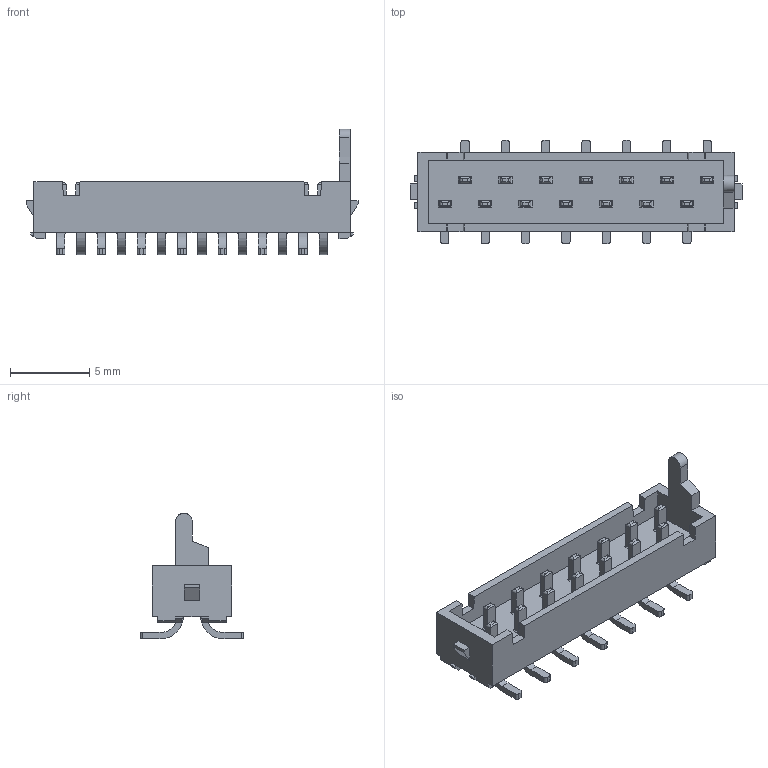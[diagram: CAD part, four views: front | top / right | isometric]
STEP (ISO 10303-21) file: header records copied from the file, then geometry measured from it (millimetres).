
FILE_DESCRIPTION( ('This file contains a STEP AP42 implementation' ,'as created by ZW3D STEP Interface translator.') ,'2;1' );
FILE_NAME( '3900-14MMSNENR01.stp' ,'231211.174718', (''), ('ZWCAD Software Co.'), 'Version 1.0', 'ZW3D to STEP translator', '' );
FILE_SCHEMA(('AUTOMOTIVE_DESIGN { 1 0 10303 214 1 1 1 1 }'));
Length unit declared in the file: millimetre
Products named in the file (2): 0; 3900-14MMSNENR01
Bounding box: 20.9 x 6.5 x 7.9 mm (x, y, z)
Volume: 198.1 mm3; surface area: 631.9 mm2
Topology: 1 solids, 1 shells, 675 faces, 1801 edges, 1184 vertices
Faces by surface type: plane 506, cylinder 168, bspline 1
Entity records: 21643 total; most frequent: CARTESIAN_POINT 4052, ORIENTED_EDGE 3602, DIRECTION 3316, EDGE_CURVE 1801, VECTOR 1406, LINE 1406, VERTEX_POINT 1184, AXIS2_PLACEMENT_3D 955
